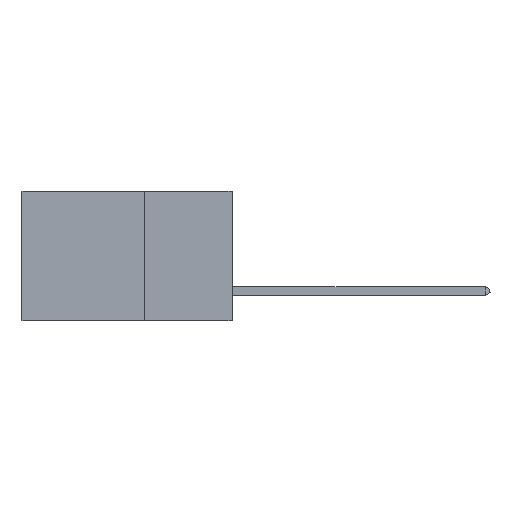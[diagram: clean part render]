
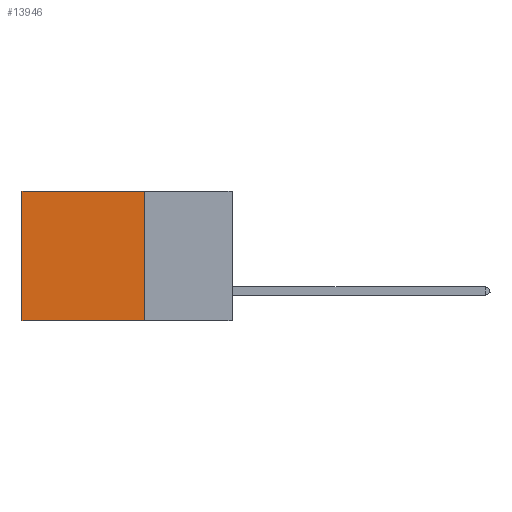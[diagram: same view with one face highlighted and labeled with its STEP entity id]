
A CAD part, left-side view. The second image highlights one B-rep face of the part: STEP entity #13946.
In plain terms, the highlighted planar face has unit normal (-1, 0, 0).
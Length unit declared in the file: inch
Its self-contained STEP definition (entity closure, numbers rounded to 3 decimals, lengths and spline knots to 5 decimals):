
#1717 = DIRECTION ( 'NONE',  ( 1., 0., 0. ) ) ;
#2553 = VECTOR ( 'NONE', #21474, 39.37008 ) ;
#2637 = LINE ( 'NONE', #12906, #3942 ) ;
#3861 = VERTEX_POINT ( 'NONE', #16157 ) ;
#3942 = VECTOR ( 'NONE', #6272, 39.37008 ) ;
#5034 = FACE_OUTER_BOUND ( 'NONE', #9153, .T. ) ;
#5241 = ORIENTED_EDGE ( 'NONE', *, *, #20071, .T. ) ;
#5434 = VERTEX_POINT ( 'NONE', #11052 ) ;
#6261 = ORIENTED_EDGE ( 'NONE', *, *, #12031, .T. ) ;
#6272 = DIRECTION ( 'NONE',  ( 0., 0., -1. ) ) ;
#6373 = LINE ( 'NONE', #12569, #7678 ) ;
#6513 = EDGE_CURVE ( 'NONE', #8185, #3861, #20415, .T. ) ;
#7277 = VECTOR ( 'NONE', #15051, 39.37008 ) ;
#7678 = VECTOR ( 'NONE', #18836, 39.37008 ) ;
#8185 = VERTEX_POINT ( 'NONE', #20835 ) ;
#8354 = PLANE ( 'NONE',  #10637 ) ;
#9153 = EDGE_LOOP ( 'NONE', ( #5241, #16898, #19085, #6261 ) ) ;
#10479 = EDGE_CURVE ( 'NONE', #5434, #8185, #2637, .T. ) ;
#10637 = AXIS2_PLACEMENT_3D ( 'NONE', #11728, #1717, #14968 ) ;
#11052 = CARTESIAN_POINT ( 'NONE',  ( 0.2875, 0.25, 0. ) ) ;
#11683 = CARTESIAN_POINT ( 'NONE',  ( 0.2875, 0.25, 0. ) ) ;
#11728 = CARTESIAN_POINT ( 'NONE',  ( 0.2875, 0.25, 0. ) ) ;
#12031 = EDGE_CURVE ( 'NONE', #5434, #12188, #12135, .T. ) ;
#12135 = LINE ( 'NONE', #11683, #2553 ) ;
#12188 = VERTEX_POINT ( 'NONE', #13350 ) ;
#12569 = CARTESIAN_POINT ( 'NONE',  ( 0.2875, 0.6, 0. ) ) ;
#12906 = CARTESIAN_POINT ( 'NONE',  ( 0.2875, 0.25, 0. ) ) ;
#13350 = CARTESIAN_POINT ( 'NONE',  ( 0.2875, 0.6, 0. ) ) ;
#13946 = ADVANCED_FACE ( 'NONE', ( #5034 ), #8354, .F. ) ;
#14968 = DIRECTION ( 'NONE',  ( 0., 0., -1. ) ) ;
#15051 = DIRECTION ( 'NONE',  ( 0., 1., 0. ) ) ;
#16157 = CARTESIAN_POINT ( 'NONE',  ( 0.2875, 0.6, -0.37 ) ) ;
#16898 = ORIENTED_EDGE ( 'NONE', *, *, #6513, .F. ) ;
#17651 = CARTESIAN_POINT ( 'NONE',  ( 0.2875, 0.25, -0.37 ) ) ;
#18836 = DIRECTION ( 'NONE',  ( 0., 0., -1. ) ) ;
#19085 = ORIENTED_EDGE ( 'NONE', *, *, #10479, .F. ) ;
#20071 = EDGE_CURVE ( 'NONE', #12188, #3861, #6373, .T. ) ;
#20415 = LINE ( 'NONE', #17651, #7277 ) ;
#20835 = CARTESIAN_POINT ( 'NONE',  ( 0.2875, 0.25, -0.37 ) ) ;
#21474 = DIRECTION ( 'NONE',  ( 0., 1., 0. ) ) ;
